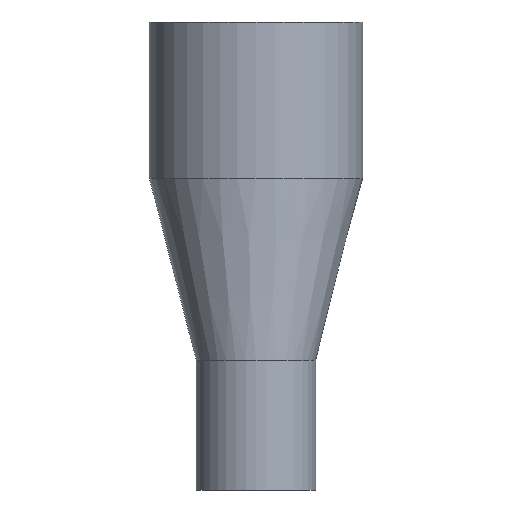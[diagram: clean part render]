
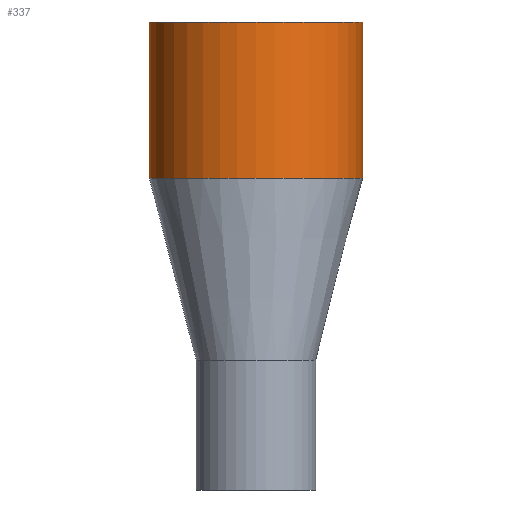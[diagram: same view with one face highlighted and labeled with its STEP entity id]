
A CAD part, front view. The second image highlights one B-rep face of the part: STEP entity #337.
In plain terms, the highlighted cylindrical face has radius 20.5 mm (diameter 41 mm), a full revolution.
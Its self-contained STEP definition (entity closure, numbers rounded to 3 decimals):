
#285=CARTESIAN_POINT('',(20.5,9.,90.0));
#286=VERTEX_POINT('',#285);
#287=CARTESIAN_POINT('',(0.0,9.,90.0));
#288=DIRECTION('',(0.0,0.0,1.0));
#289=DIRECTION('',(1.0,0.0,0.0));
#290=AXIS2_PLACEMENT_3D('',#287,#288,#289);
#291=CIRCLE('',#290,20.5);
#292=EDGE_CURVE('',#286,#286,#291,.T.);
#300=CARTESIAN_POINT('',(0.0,9.,60.0));
#301=DIRECTION('',(0.0,0.0,1.0));
#302=DIRECTION('',(1.0,0.0,0.0));
#303=AXIS2_PLACEMENT_3D('',#300,#301,#302);
#304=CYLINDRICAL_SURFACE('',#303,20.5);
#305=CARTESIAN_POINT('',(20.5,9.,60.0));
#306=VERTEX_POINT('',#305);
#307=CARTESIAN_POINT('',(-20.5,9.0,60.0));
#308=VERTEX_POINT('',#307);
#309=CARTESIAN_POINT('',(0.0,9.,60.0));
#310=DIRECTION('',(0.0,0.0,1.0));
#311=DIRECTION('',(1.0,0.0,0.0));
#312=AXIS2_PLACEMENT_3D('',#309,#310,#311);
#313=CIRCLE('',#312,20.5);
#314=EDGE_CURVE('',#306,#308,#313,.T.);
#315=ORIENTED_EDGE('',*,*,#314,.T.);
#316=CARTESIAN_POINT('',(0.,-11.5,60.0));
#317=VERTEX_POINT('',#316);
#318=CARTESIAN_POINT('',(0.0,9.,60.0));
#319=DIRECTION('',(0.0,0.0,1.0));
#320=DIRECTION('',(1.0,0.0,0.0));
#321=AXIS2_PLACEMENT_3D('',#318,#319,#320);
#322=CIRCLE('',#321,20.5);
#323=EDGE_CURVE('',#308,#317,#322,.T.);
#324=ORIENTED_EDGE('',*,*,#323,.T.);
#325=CARTESIAN_POINT('',(0.0,9.,60.0));
#326=DIRECTION('',(0.0,0.0,1.0));
#327=DIRECTION('',(1.0,0.0,0.0));
#328=AXIS2_PLACEMENT_3D('',#325,#326,#327);
#329=CIRCLE('',#328,20.5);
#330=EDGE_CURVE('',#317,#306,#329,.T.);
#331=ORIENTED_EDGE('',*,*,#330,.T.);
#332=EDGE_LOOP('',(#315,#324,#331));
#333=FACE_OUTER_BOUND('',#332,.T.);
#334=ORIENTED_EDGE('',*,*,#292,.F.);
#335=EDGE_LOOP('',(#334));
#336=FACE_BOUND('',#335,.T.);
#337=ADVANCED_FACE('',(#333,#336),#304,.T.);
